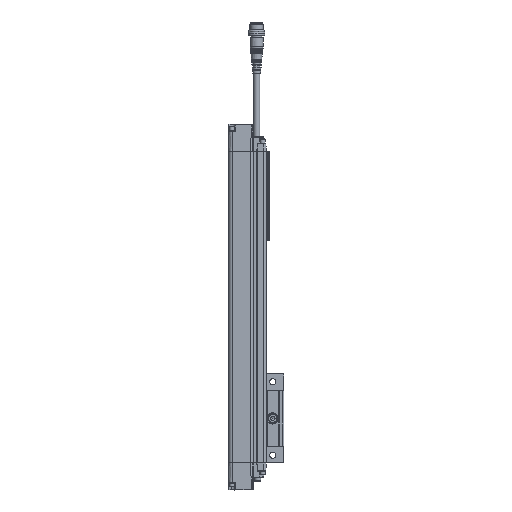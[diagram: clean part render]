
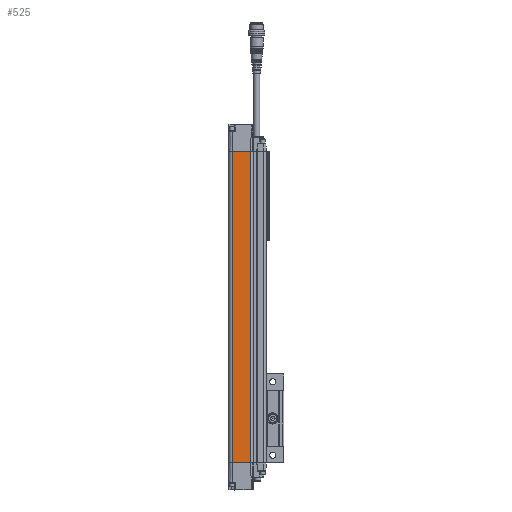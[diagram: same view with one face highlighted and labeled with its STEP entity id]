
A CAD part, left-side view. The second image highlights one B-rep face of the part: STEP entity #525.
In plain terms, the highlighted planar face has unit normal (-1, 0, 0).
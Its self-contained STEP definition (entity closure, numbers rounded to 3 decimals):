
#525 = ADVANCED_FACE ( 'NONE', ( #10737 ), #15364, .F. ) ;
#3350 = CARTESIAN_POINT ( 'NONE',  ( -14., 30.452, 40. ) ) ;
#3379 = VERTEX_POINT ( 'NONE', #21835 ) ;
#7670 = CARTESIAN_POINT ( 'NONE',  ( -14., 30.452, 40. ) ) ;
#7785 = CARTESIAN_POINT ( 'NONE',  ( -14., 30.452, -240. ) ) ;
#8999 = DIRECTION ( 'NONE',  ( 0., 0., -1. ) ) ;
#10601 = ORIENTED_EDGE ( 'NONE', *, *, #33499, .F. ) ;
#10737 = FACE_OUTER_BOUND ( 'NONE', #18180, .T. ) ;
#11387 = VECTOR ( 'NONE', #8999, 1000. ) ;
#12313 = DIRECTION ( 'NONE',  ( 0., -1., 0. ) ) ;
#15314 = AXIS2_PLACEMENT_3D ( 'NONE', #32978, #51197, #37574 ) ;
#15364 = PLANE ( 'NONE',  #15314 ) ;
#15489 = CARTESIAN_POINT ( 'NONE',  ( -14., 30.452, 40. ) ) ;
#18180 = EDGE_LOOP ( 'NONE', ( #25748, #10601, #25306, #54891 ) ) ;
#18252 = CARTESIAN_POINT ( 'NONE',  ( -14., 14.25, 40. ) ) ;
#20092 = LINE ( 'NONE', #15489, #40636 ) ;
#20896 = EDGE_CURVE ( 'NONE', #23192, #21220, #31825, .T. ) ;
#21220 = VERTEX_POINT ( 'NONE', #36137 ) ;
#21835 = CARTESIAN_POINT ( 'NONE',  ( -14., 30.452, -240. ) ) ;
#23192 = VERTEX_POINT ( 'NONE', #54553 ) ;
#25306 = ORIENTED_EDGE ( 'NONE', *, *, #34100, .F. ) ;
#25748 = ORIENTED_EDGE ( 'NONE', *, *, #20896, .F. ) ;
#25826 = EDGE_CURVE ( 'NONE', #21220, #3379, #38103, .T. ) ;
#29134 = VECTOR ( 'NONE', #34907, 1000. ) ;
#29647 = VECTOR ( 'NONE', #38006, 1000. ) ;
#31825 = LINE ( 'NONE', #18252, #11387 ) ;
#32978 = CARTESIAN_POINT ( 'NONE',  ( -14., 30.452, 40. ) ) ;
#33499 = EDGE_CURVE ( 'NONE', #33504, #23192, #20092, .T. ) ;
#33504 = VERTEX_POINT ( 'NONE', #7670 ) ;
#34100 = EDGE_CURVE ( 'NONE', #3379, #33504, #42953, .T. ) ;
#34907 = DIRECTION ( 'NONE',  ( 0., 1., 0. ) ) ;
#36137 = CARTESIAN_POINT ( 'NONE',  ( -14., 14.25, -240. ) ) ;
#37574 = DIRECTION ( 'NONE',  ( 0., 1., 0. ) ) ;
#38006 = DIRECTION ( 'NONE',  ( 0., 0., 1. ) ) ;
#38103 = LINE ( 'NONE', #7785, #29134 ) ;
#40636 = VECTOR ( 'NONE', #12313, 1000. ) ;
#42953 = LINE ( 'NONE', #3350, #29647 ) ;
#51197 = DIRECTION ( 'NONE',  ( 1., 0., 0. ) ) ;
#54553 = CARTESIAN_POINT ( 'NONE',  ( -14., 14.25, 40. ) ) ;
#54891 = ORIENTED_EDGE ( 'NONE', *, *, #25826, .F. ) ;
